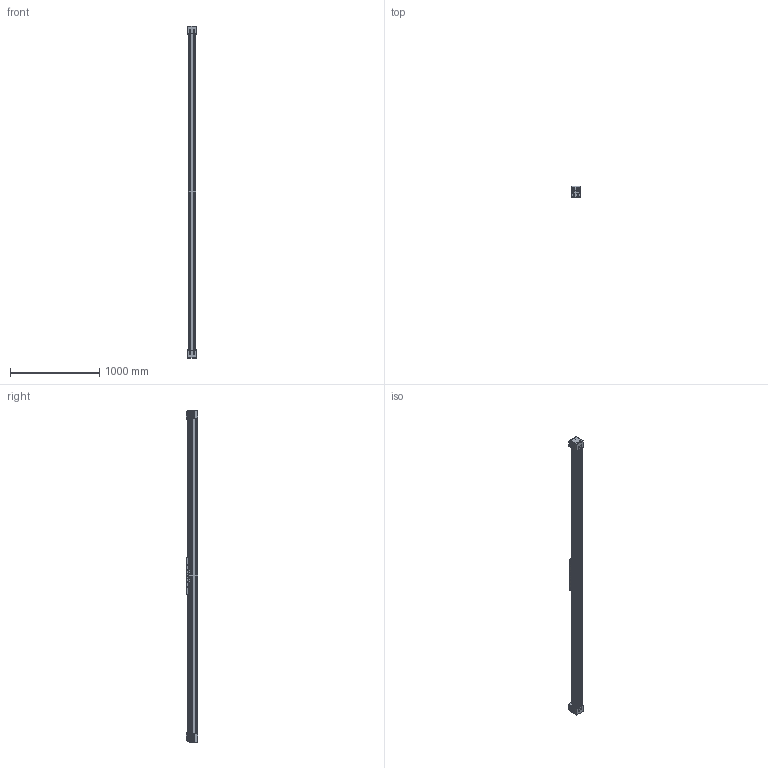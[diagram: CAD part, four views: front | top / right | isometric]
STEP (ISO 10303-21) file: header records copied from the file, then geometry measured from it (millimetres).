
FILE_DESCRIPTION (( 'STEP AP214' ), '1' );
FILE_NAME ('BLM80-3100.STEP', '2023-03-14T08:24:37', ( '' ), ( '' ), 'SwSTEP 2.0', 'SolidWorks 2023', '' );
FILE_SCHEMA (( 'AUTOMOTIVE_DESIGN' ));
Length unit declared in the file: millimetre
Products named in the file (1): BLM80-3100
Bounding box: 100 x 130 x 3724 mm (x, y, z)
Volume: 23422613.9 mm3; surface area: 3420171.8 mm2
Topology: 50 solids, 58 shells, 6757 faces, 19234 edges, 12678 vertices
Faces by surface type: plane 3867, cylinder 2562, torus 152, sphere 100, cone 52, bspline 24
Entity records: 299571 total; most frequent: CARTESIAN_POINT 45026, ORIENTED_EDGE 37860, DIRECTION 37852, EDGE_CURVE 18930, LINE 12904, VECTOR 12904, VERTEX_POINT 12486, AXIS2_PLACEMENT_3D 12474
